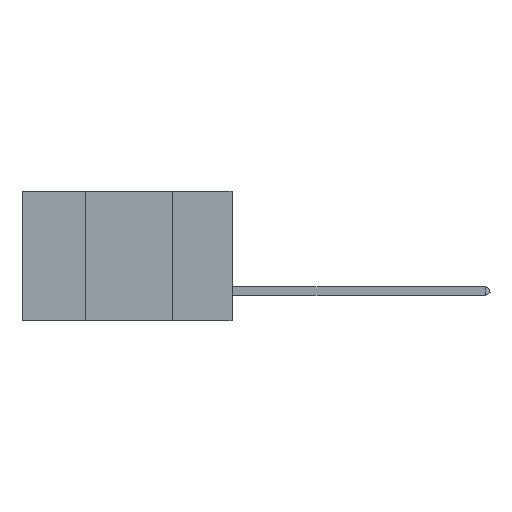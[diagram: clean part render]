
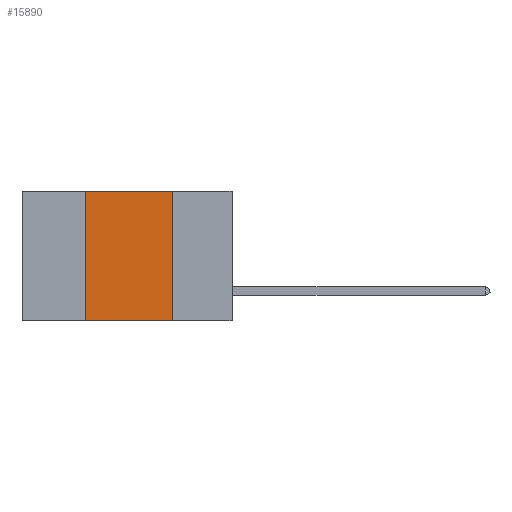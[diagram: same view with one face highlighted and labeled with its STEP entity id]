
A CAD part, left-side view. The second image highlights one B-rep face of the part: STEP entity #15890.
In plain terms, the highlighted planar face has unit normal (-1, 0, 0).
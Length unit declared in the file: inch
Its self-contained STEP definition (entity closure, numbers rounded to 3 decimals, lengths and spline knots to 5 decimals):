
#1706 = VECTOR ( 'NONE', #34144, 39.37008 ) ;
#5121 = VECTOR ( 'NONE', #45286, 39.37008 ) ;
#5223 = DIRECTION ( 'NONE',  ( 0., 0., -1. ) ) ;
#6157 = LINE ( 'NONE', #29320, #16686 ) ;
#6354 = LINE ( 'NONE', #33646, #5121 ) ;
#10164 = CARTESIAN_POINT ( 'NONE',  ( 0., 0.6, -0.37 ) ) ;
#10205 = ORIENTED_EDGE ( 'NONE', *, *, #44038, .T. ) ;
#12868 = LINE ( 'NONE', #44586, #45156 ) ;
#15890 = ADVANCED_FACE ( 'NONE', ( #38708 ), #38598, .F. ) ;
#16686 = VECTOR ( 'NONE', #5223, 39.37008 ) ;
#17026 = EDGE_CURVE ( 'NONE', #21114, #17808, #6354, .T. ) ;
#17808 = VERTEX_POINT ( 'NONE', #19556 ) ;
#17889 = ORIENTED_EDGE ( 'NONE', *, *, #24527, .F. ) ;
#19556 = CARTESIAN_POINT ( 'NONE',  ( 0., 0.17, 0. ) ) ;
#20070 = EDGE_LOOP ( 'NONE', ( #28620, #20200, #17889, #10205 ) ) ;
#20200 = ORIENTED_EDGE ( 'NONE', *, *, #17026, .F. ) ;
#20324 = CARTESIAN_POINT ( 'NONE',  ( 0., 0.42, -0.37 ) ) ;
#21114 = VERTEX_POINT ( 'NONE', #38535 ) ;
#24527 = EDGE_CURVE ( 'NONE', #34175, #21114, #12868, .T. ) ;
#28620 = ORIENTED_EDGE ( 'NONE', *, *, #43391, .F. ) ;
#29320 = CARTESIAN_POINT ( 'NONE',  ( 0., 0.17, 0. ) ) ;
#30951 = DIRECTION ( 'NONE',  ( 0., 0., -1. ) ) ;
#31242 = AXIS2_PLACEMENT_3D ( 'NONE', #42940, #35135, #30951 ) ;
#32942 = DIRECTION ( 'NONE',  ( 0., 0., 1. ) ) ;
#33646 = CARTESIAN_POINT ( 'NONE',  ( 0., 0.6, 0. ) ) ;
#34144 = DIRECTION ( 'NONE',  ( 0., -1., 0. ) ) ;
#34175 = VERTEX_POINT ( 'NONE', #20324 ) ;
#35135 = DIRECTION ( 'NONE',  ( 1., 0., 0. ) ) ;
#36506 = LINE ( 'NONE', #10164, #1706 ) ;
#38375 = VERTEX_POINT ( 'NONE', #50120 ) ;
#38535 = CARTESIAN_POINT ( 'NONE',  ( 0., 0.42, 0. ) ) ;
#38598 = PLANE ( 'NONE',  #31242 ) ;
#38708 = FACE_OUTER_BOUND ( 'NONE', #20070, .T. ) ;
#42940 = CARTESIAN_POINT ( 'NONE',  ( 0., 0.6, 0. ) ) ;
#43391 = EDGE_CURVE ( 'NONE', #17808, #38375, #6157, .T. ) ;
#44038 = EDGE_CURVE ( 'NONE', #34175, #38375, #36506, .T. ) ;
#44586 = CARTESIAN_POINT ( 'NONE',  ( 0., 0.42, 0. ) ) ;
#45156 = VECTOR ( 'NONE', #32942, 39.37008 ) ;
#45286 = DIRECTION ( 'NONE',  ( 0., -1., 0. ) ) ;
#50120 = CARTESIAN_POINT ( 'NONE',  ( 0., 0.17, -0.37 ) ) ;
